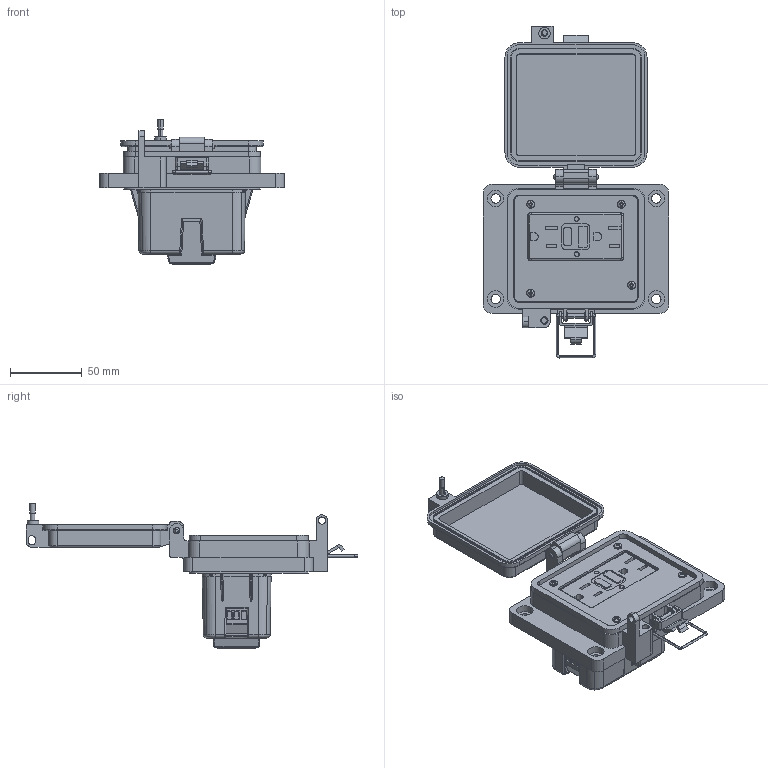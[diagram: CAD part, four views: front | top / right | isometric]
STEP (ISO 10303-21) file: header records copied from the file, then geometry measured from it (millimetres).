
FILE_DESCRIPTION (( 'STEP AP203' ), '1' );
FILE_NAME ('H-RF0-K2_3D.STEP', '2021-11-09T18:37:25', ( '' ), ( '' ), 'SwSTEP 2.0', 'SolidWorks 2019', '' );
FILE_SCHEMA (( 'CONFIG_CONTROL_DESIGN' ));
Length unit declared in the file: millimetre
Products named in the file (12): Z-H-K2_B; H-RF0-K2_BP; H-RF0-K2_3D; Z-200-OTLT-RIOF-15A; RF; Z-200-OTLT-GFIH-15A_sheared; 90272A106_ZINC-PLTD STL PAN HEAD PHILLIPS MACHINE SCREW_90272A106; Z-120-RIOF-SHELL; H-RF0-K2_FP; H-RF0-K2_TP
Assembly tree (16 placements, depth 4):
  H-RF0-K2_3D
    H-RF0-K2_BP
    H-RF0-K2_FP
    90272A106_ZINC-PLTD STL PAN HEAD PHILLIPS MACHINE SCREW_90272A106  x4
    H-RF0-K2_TP
    Z-H-K2_B
    RF
      Z-200-OTLT-RIOF-15A
        Z-120-RIOF-SHELL
        Z-200-OTLT-GFIH-15A_sheared
    RF
      Z-200-OTLT-RIOF-15A
        Z-120-RIOF-SHELL
        Z-200-OTLT-GFIH-15A_sheared
Bounding box: 129 x 231.28 x 101.5 mm (x, y, z)
Volume: 439432.1 mm3; surface area: 265359.4 mm2
Topology: 51 solids, 63 shells, 8806 faces, 22472 edges, 14036 vertices
Faces by surface type: plane 3685, cylinder 2515, bspline 2168, cone 184, torus 146, sphere 108
Entity records: 194595 total; most frequent: CARTESIAN_POINT 91289, ORIENTED_EDGE 23650, DIRECTION 17334, EDGE_CURVE 11825, VERTEX_POINT 7415, VECTOR 6800, LINE 6800, AXIS2_PLACEMENT_3D 5267
